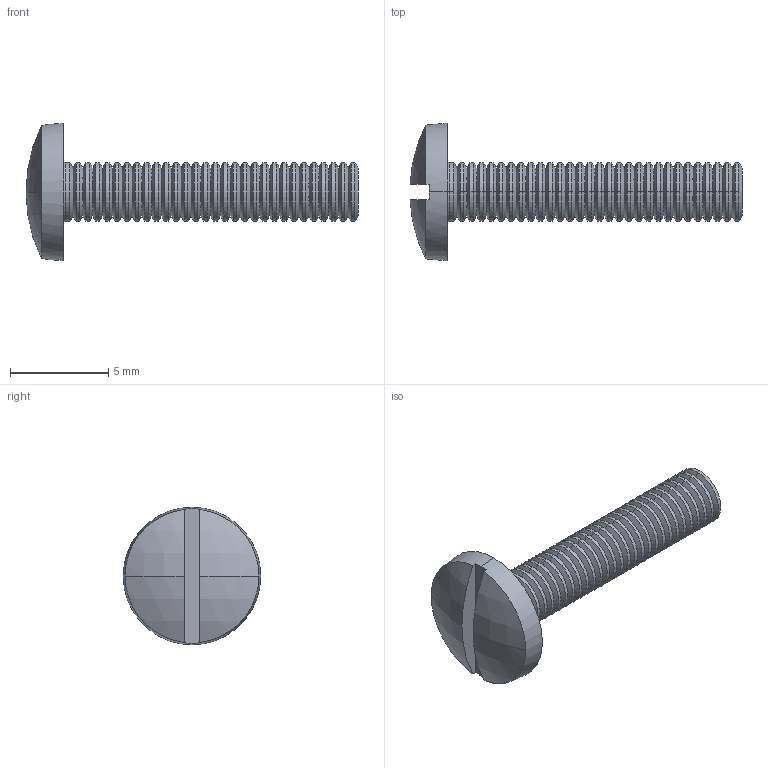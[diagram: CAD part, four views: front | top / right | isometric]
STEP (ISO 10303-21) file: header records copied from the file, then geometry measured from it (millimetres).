
FILE_DESCRIPTION (( 'STEP AP214' ), '1' );
FILE_NAME ('Cranck Retainer Fastening Screw M3 x 15.STEP', '2025-07-06T08:34:25', ( '' ), ( '' ), 'SwSTEP 2.0', 'SolidWorks 2025', '' );
FILE_SCHEMA (( 'AUTOMOTIVE_DESIGN' ));
Length unit declared in the file: millimetre
Products named in the file (1): Cranck Retainer Fastening Screw M3 x 15_KS 1021 BS- M3 x 16-S
Bounding box: 16.89 x 7 x 7 mm (x, y, z)
Volume: 146.2 mm3; surface area: 322 mm2
Topology: 1 solids, 1 shells, 191 faces, 386 edges, 198 vertices
Faces by surface type: cone 120, cylinder 60, plane 5, sphere 4, torus 2
Entity records: 4886 total; most frequent: DIRECTION 966, CARTESIAN_POINT 800, ORIENTED_EDGE 772, AXIS2_PLACEMENT_3D 392, EDGE_CURVE 386, CIRCLE 200, VERTEX_POINT 198, EDGE_LOOP 192
